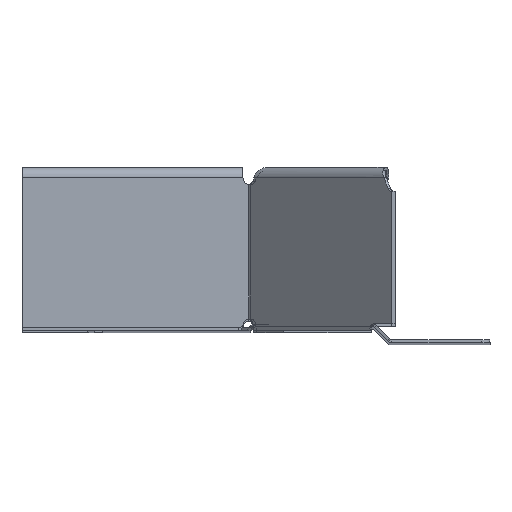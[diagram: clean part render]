
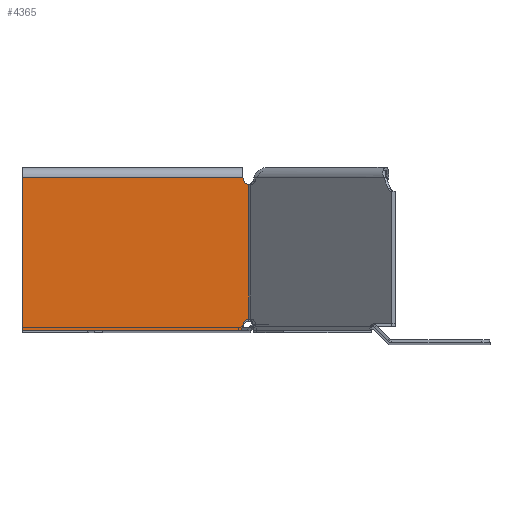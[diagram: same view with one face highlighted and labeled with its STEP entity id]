
A CAD part, top view. The second image highlights one B-rep face of the part: STEP entity #4365.
In plain terms, the highlighted face is planar.
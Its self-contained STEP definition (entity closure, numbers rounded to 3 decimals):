
#40 = VERTEX_POINT ( 'NONE', #683 ) ;
#61 = VERTEX_POINT ( 'NONE', #2540 ) ;
#122 = LINE ( 'NONE', #1439, #1402 ) ;
#182 = CARTESIAN_POINT ( 'NONE',  ( -78.98, 51.031, -6.75 ) ) ;
#256 = CARTESIAN_POINT ( 'NONE',  ( -79.187, 0., -6.75 ) ) ;
#326 = ORIENTED_EDGE ( 'NONE', *, *, #991, .F. ) ;
#341 = CARTESIAN_POINT ( 'NONE',  ( -77.1, 1.75, -6.75 ) ) ;
#357 = DIRECTION ( 'NONE',  ( 0., 0., 1. ) ) ;
#368 = ORIENTED_EDGE ( 'NONE', *, *, #815, .T. ) ;
#417 = CARTESIAN_POINT ( 'NONE',  ( -78.98, 3.969, -6.75 ) ) ;
#419 = CARTESIAN_POINT ( 'NONE',  ( -76.361, 0., -6.75 ) ) ;
#422 = VECTOR ( 'NONE', #942, 1000. ) ;
#551 = ORIENTED_EDGE ( 'NONE', *, *, #2065, .F. ) ;
#598 = EDGE_CURVE ( 'NONE', #2303, #1019, #2327, .T. ) ;
#643 = DIRECTION ( 'NONE',  ( 0., 0., -1. ) ) ;
#683 = CARTESIAN_POINT ( 'NONE',  ( -79.187, 4., -6.75 ) ) ;
#742 = CARTESIAN_POINT ( 'NONE',  ( -79.049, 3.985, -6.75 ) ) ;
#771 = CARTESIAN_POINT ( 'NONE',  ( -79.118, 4., -6.75 ) ) ;
#815 = EDGE_CURVE ( 'NONE', #1682, #961, #3973, .T. ) ;
#849 = AXIS2_PLACEMENT_3D ( 'NONE', #1296, #2259, #5383 ) ;
#902 = VERTEX_POINT ( 'NONE', #417 ) ;
#942 = DIRECTION ( 'NONE',  ( 0., -1., 0. ) ) ;
#944 = DIRECTION ( 'NONE',  ( 0., 1., 0. ) ) ;
#961 = VERTEX_POINT ( 'NONE', #3640 ) ;
#990 = EDGE_CURVE ( 'NONE', #61, #2303, #5443, .T. ) ;
#991 = EDGE_CURVE ( 'NONE', #4496, #5459, #2901, .T. ) ;
#1019 = VERTEX_POINT ( 'NONE', #419 ) ;
#1273 = FACE_OUTER_BOUND ( 'NONE', #5678, .T. ) ;
#1296 = CARTESIAN_POINT ( 'NONE',  ( -79.35, 53.25, -6.75 ) ) ;
#1402 = VECTOR ( 'NONE', #944, 1000. ) ;
#1426 = DIRECTION ( 'NONE',  ( 0., -1., 0. ) ) ;
#1437 = CIRCLE ( 'NONE', #3729, 2.25 ) ;
#1439 = CARTESIAN_POINT ( 'NONE',  ( 0., 0., -6.75 ) ) ;
#1600 = CIRCLE ( 'NONE', #849, 2.25 ) ;
#1643 = CARTESIAN_POINT ( 'NONE',  ( -77.1, 53.25, -6.75 ) ) ;
#1682 = VERTEX_POINT ( 'NONE', #1643 ) ;
#1693 = VERTEX_POINT ( 'NONE', #2049 ) ;
#1717 = CARTESIAN_POINT ( 'NONE',  ( -76.361, 0., -6.75 ) ) ;
#1748 = CARTESIAN_POINT ( 'NONE',  ( -76.547, 0.607, -6.75 ) ) ;
#1781 = DIRECTION ( 'NONE',  ( 0., 1., 0. ) ) ;
#1868 = B_SPLINE_CURVE_WITH_KNOTS ( 'NONE', 3,
 ( #4393, #742, #771, #5251 ),
 .UNSPECIFIED., .F., .F.,
 ( 4, 4 ),
 ( 0.002, 0.002 ),
 .UNSPECIFIED. ) ;
#1911 = VECTOR ( 'NONE', #2007, 1000. ) ;
#2007 = DIRECTION ( 'NONE',  ( -1., 0., 0. ) ) ;
#2049 = CARTESIAN_POINT ( 'NONE',  ( -77.1, 1.75, -6.75 ) ) ;
#2065 = EDGE_CURVE ( 'NONE', #5459, #40, #2941, .T. ) ;
#2157 = CARTESIAN_POINT ( 'NONE',  ( -76.95, 1.47, -6.75 ) ) ;
#2158 = EDGE_CURVE ( 'NONE', #1693, #1019, #3103, .T. ) ;
#2236 = CARTESIAN_POINT ( 'NONE',  ( -206.54, 53.25, -6.75 ) ) ;
#2237 = CARTESIAN_POINT ( 'NONE',  ( -79.187, 51., -6.75 ) ) ;
#2259 = DIRECTION ( 'NONE',  ( 0., 0., -1. ) ) ;
#2303 = VERTEX_POINT ( 'NONE', #5478 ) ;
#2327 = LINE ( 'NONE', #4601, #1911 ) ;
#2540 = CARTESIAN_POINT ( 'NONE',  ( 0., 1.75, -6.75 ) ) ;
#2604 = ORIENTED_EDGE ( 'NONE', *, *, #4210, .F. ) ;
#2662 = CARTESIAN_POINT ( 'NONE',  ( -78.98, 51.031, -6.75 ) ) ;
#2686 = CARTESIAN_POINT ( 'NONE',  ( -206.54, 0., -6.75 ) ) ;
#2745 = CARTESIAN_POINT ( 'NONE',  ( -79.049, 51.015, -6.75 ) ) ;
#2888 = CARTESIAN_POINT ( 'NONE',  ( -79.35, 1.75, -6.75 ) ) ;
#2901 = B_SPLINE_CURVE_WITH_KNOTS ( 'NONE', 3,
 ( #2662, #2745, #4078, #2237 ),
 .UNSPECIFIED., .F., .F.,
 ( 4, 4 ),
 ( 0.002, 0.002 ),
 .UNSPECIFIED. ) ;
#2932 = CARTESIAN_POINT ( 'NONE',  ( -79.187, 51., -6.75 ) ) ;
#2941 = LINE ( 'NONE', #256, #3049 ) ;
#3049 = VECTOR ( 'NONE', #1426, 1000. ) ;
#3103 = B_SPLINE_CURVE_WITH_KNOTS ( 'NONE', 3,
 ( #341, #2157, #3511, #1748, #4405, #1717 ),
 .UNSPECIFIED., .F., .F.,
 ( 4, 2, 4 ),
 ( 0.005, 0.006, 0.006 ),
 .UNSPECIFIED. ) ;
#3465 = ORIENTED_EDGE ( 'NONE', *, *, #598, .T. ) ;
#3511 = CARTESIAN_POINT ( 'NONE',  ( -76.8, 1.19, -6.75 ) ) ;
#3640 = CARTESIAN_POINT ( 'NONE',  ( 0., 53.25, -6.75 ) ) ;
#3729 = AXIS2_PLACEMENT_3D ( 'NONE', #2888, #643, #3814 ) ;
#3814 = DIRECTION ( 'NONE',  ( 0., 1., 0. ) ) ;
#3973 = LINE ( 'NONE', #2236, #4577 ) ;
#3994 = PLANE ( 'NONE',  #4156 ) ;
#4078 = CARTESIAN_POINT ( 'NONE',  ( -79.118, 51., -6.75 ) ) ;
#4121 = ORIENTED_EDGE ( 'NONE', *, *, #4840, .F. ) ;
#4156 = AXIS2_PLACEMENT_3D ( 'NONE', #2686, #357, #1781 ) ;
#4210 = EDGE_CURVE ( 'NONE', #61, #961, #122, .T. ) ;
#4252 = EDGE_CURVE ( 'NONE', #902, #40, #1868, .T. ) ;
#4330 = EDGE_CURVE ( 'NONE', #1682, #4496, #1600, .T. ) ;
#4365 = ADVANCED_FACE ( 'NONE', ( #1273 ), #3994, .F. ) ;
#4393 = CARTESIAN_POINT ( 'NONE',  ( -78.98, 3.969, -6.75 ) ) ;
#4405 = CARTESIAN_POINT ( 'NONE',  ( -76.443, 0.306, -6.75 ) ) ;
#4496 = VERTEX_POINT ( 'NONE', #182 ) ;
#4537 = ORIENTED_EDGE ( 'NONE', *, *, #4252, .T. ) ;
#4577 = VECTOR ( 'NONE', #5780, 1000. ) ;
#4601 = CARTESIAN_POINT ( 'NONE',  ( -206.54, 0., -6.75 ) ) ;
#4813 = ORIENTED_EDGE ( 'NONE', *, *, #2158, .F. ) ;
#4840 = EDGE_CURVE ( 'NONE', #902, #1693, #1437, .T. ) ;
#4977 = CARTESIAN_POINT ( 'NONE',  ( 0., 1.75, -6.75 ) ) ;
#5251 = CARTESIAN_POINT ( 'NONE',  ( -79.187, 4., -6.75 ) ) ;
#5383 = DIRECTION ( 'NONE',  ( 0., 1., 0. ) ) ;
#5443 = LINE ( 'NONE', #4977, #422 ) ;
#5459 = VERTEX_POINT ( 'NONE', #2932 ) ;
#5478 = CARTESIAN_POINT ( 'NONE',  ( 0., 0., -6.75 ) ) ;
#5537 = ORIENTED_EDGE ( 'NONE', *, *, #990, .T. ) ;
#5565 = ORIENTED_EDGE ( 'NONE', *, *, #4330, .F. ) ;
#5678 = EDGE_LOOP ( 'NONE', ( #4121, #4537, #551, #326, #5565, #368, #2604, #5537, #3465, #4813 ) ) ;
#5780 = DIRECTION ( 'NONE',  ( 1., 0., 0. ) ) ;
